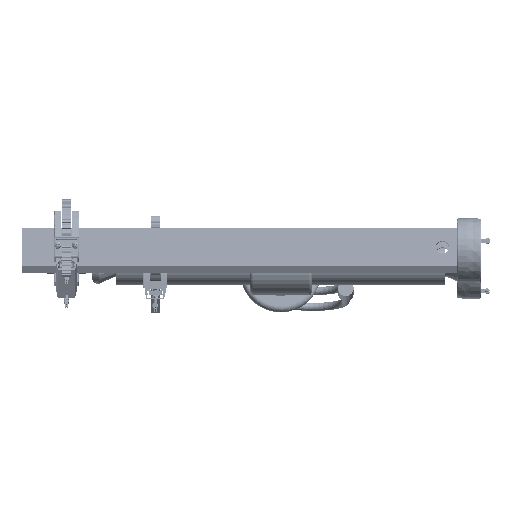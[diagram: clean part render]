
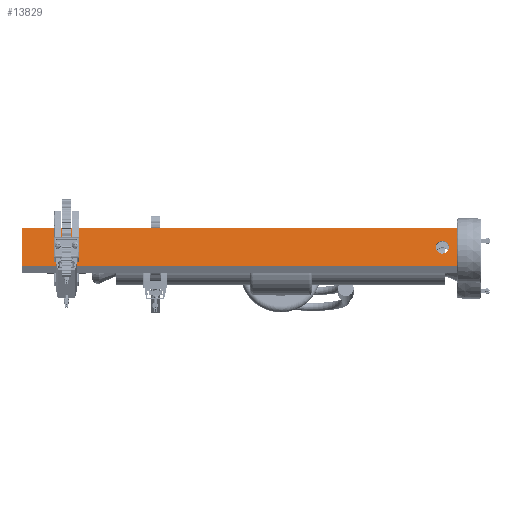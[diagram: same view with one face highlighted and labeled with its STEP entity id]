
A CAD part, left-side view. The second image highlights one B-rep face of the part: STEP entity #13829.
In plain terms, the highlighted face is planar.
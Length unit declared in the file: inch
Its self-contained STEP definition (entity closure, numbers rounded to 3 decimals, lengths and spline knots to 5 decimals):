
#870 = CARTESIAN_POINT ( 'NONE',  ( -1.5, 1.5, 0. ) ) ;
#937 = CARTESIAN_POINT ( 'NONE',  ( -1.5, 34., -1.5 ) ) ;
#2886 = ORIENTED_EDGE ( 'NONE', *, *, #76570, .F. ) ;
#3384 = CARTESIAN_POINT ( 'NONE',  ( -1.5, 34., -1.5 ) ) ;
#4485 = CARTESIAN_POINT ( 'NONE',  ( -1.5, 34., 1.5 ) ) ;
#5228 = VERTEX_POINT ( 'NONE', #35147 ) ;
#7181 = CARTESIAN_POINT ( 'NONE',  ( -1.5, 0., -1.5 ) ) ;
#7960 = DIRECTION ( 'NONE',  ( 0., 0., -1. ) ) ;
#8611 = VERTEX_POINT ( 'NONE', #16196 ) ;
#9157 = CARTESIAN_POINT ( 'NONE',  ( -1.5, 1.5, 0. ) ) ;
#9492 = ORIENTED_EDGE ( 'NONE', *, *, #82340, .F. ) ;
#13829 = ADVANCED_FACE ( 'NONE', ( #21667, #56742 ), #73608, .F. ) ;
#16192 = DIRECTION ( 'NONE',  ( 0., 0., -1. ) ) ;
#16196 = CARTESIAN_POINT ( 'NONE',  ( -1.5, 1.5, -0.5 ) ) ;
#18472 = LINE ( 'NONE', #4485, #67819 ) ;
#20255 = ORIENTED_EDGE ( 'NONE', *, *, #30083, .T. ) ;
#21667 = FACE_BOUND ( 'NONE', #65077, .T. ) ;
#22170 = EDGE_CURVE ( 'NONE', #88240, #73158, #79547, .T. ) ;
#22459 = CARTESIAN_POINT ( 'NONE',  ( -1.5, 1.5, 0.5 ) ) ;
#22935 = ORIENTED_EDGE ( 'NONE', *, *, #89969, .T. ) ;
#25580 = VECTOR ( 'NONE', #90751, 39.37008 ) ;
#26587 = LINE ( 'NONE', #29338, #43026 ) ;
#27380 = ORIENTED_EDGE ( 'NONE', *, *, #22170, .T. ) ;
#29129 = DIRECTION ( 'NONE',  ( 0., -1., 0. ) ) ;
#29338 = CARTESIAN_POINT ( 'NONE',  ( -1.5, 34., -1.5 ) ) ;
#29692 = VERTEX_POINT ( 'NONE', #22459 ) ;
#30083 = EDGE_CURVE ( 'NONE', #73158, #5228, #44188, .T. ) ;
#31206 = CARTESIAN_POINT ( 'NONE',  ( -1.5, 34., 1.5 ) ) ;
#35147 = CARTESIAN_POINT ( 'NONE',  ( -1.5, 0., 1.5 ) ) ;
#36357 = DIRECTION ( 'NONE',  ( 0., 0., 1. ) ) ;
#38604 = DIRECTION ( 'NONE',  ( 0., 0., -1. ) ) ;
#41676 = CARTESIAN_POINT ( 'NONE',  ( -1.5, 0., -1.5 ) ) ;
#43026 = VECTOR ( 'NONE', #36357, 39.37008 ) ;
#44188 = LINE ( 'NONE', #41676, #25580 ) ;
#49912 = DIRECTION ( 'NONE',  ( 1., 0., 0. ) ) ;
#52886 = CIRCLE ( 'NONE', #60265, 0.5 ) ;
#55926 = CIRCLE ( 'NONE', #81951, 0.5 ) ;
#56742 = FACE_OUTER_BOUND ( 'NONE', #74262, .T. ) ;
#58186 = DIRECTION ( 'NONE',  ( 1., 0., 0. ) ) ;
#60265 = AXIS2_PLACEMENT_3D ( 'NONE', #870, #49912, #7960 ) ;
#60273 = DIRECTION ( 'NONE',  ( 0., -1., 0. ) ) ;
#62792 = EDGE_CURVE ( 'NONE', #29692, #8611, #55926, .T. ) ;
#65077 = EDGE_LOOP ( 'NONE', ( #22935, #81474 ) ) ;
#67819 = VECTOR ( 'NONE', #60273, 39.37008 ) ;
#68587 = AXIS2_PLACEMENT_3D ( 'NONE', #3384, #80651, #38604 ) ;
#68699 = VERTEX_POINT ( 'NONE', #31206 ) ;
#73158 = VERTEX_POINT ( 'NONE', #7181 ) ;
#73608 = PLANE ( 'NONE',  #68587 ) ;
#74262 = EDGE_LOOP ( 'NONE', ( #20255, #9492, #2886, #27380 ) ) ;
#76570 = EDGE_CURVE ( 'NONE', #88240, #68699, #26587, .T. ) ;
#77386 = VECTOR ( 'NONE', #29129, 39.37008 ) ;
#78334 = CARTESIAN_POINT ( 'NONE',  ( -1.5, 34., -1.5 ) ) ;
#79547 = LINE ( 'NONE', #937, #77386 ) ;
#80651 = DIRECTION ( 'NONE',  ( 1., 0., 0. ) ) ;
#81474 = ORIENTED_EDGE ( 'NONE', *, *, #62792, .T. ) ;
#81951 = AXIS2_PLACEMENT_3D ( 'NONE', #9157, #58186, #16192 ) ;
#82340 = EDGE_CURVE ( 'NONE', #68699, #5228, #18472, .T. ) ;
#88240 = VERTEX_POINT ( 'NONE', #78334 ) ;
#89969 = EDGE_CURVE ( 'NONE', #8611, #29692, #52886, .T. ) ;
#90751 = DIRECTION ( 'NONE',  ( 0., 0., 1. ) ) ;
